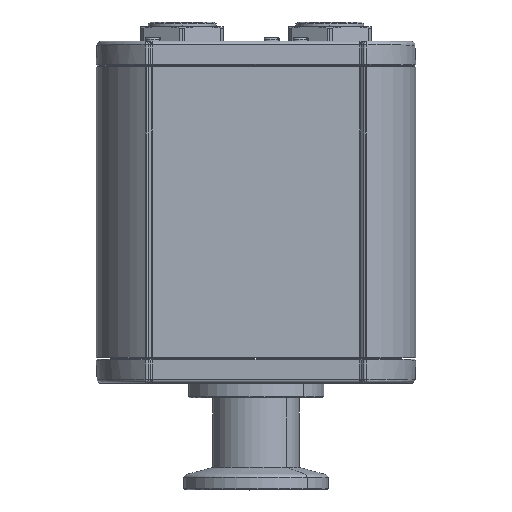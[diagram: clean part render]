
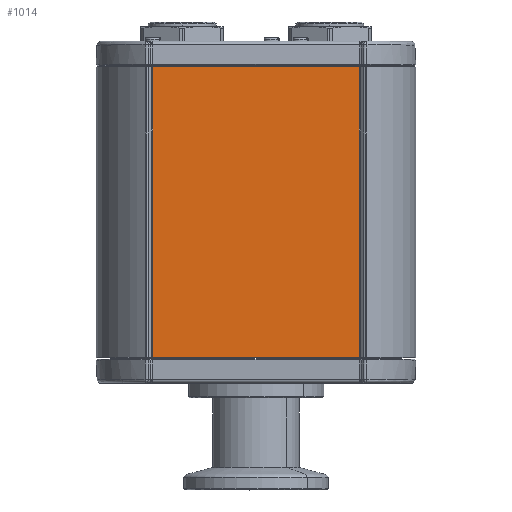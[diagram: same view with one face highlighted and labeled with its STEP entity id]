
A CAD part, top view. The second image highlights one B-rep face of the part: STEP entity #1014.
In plain terms, the highlighted planar face has unit normal (0, 0, 1).
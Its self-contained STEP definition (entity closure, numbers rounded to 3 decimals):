
#1014 = ADVANCED_FACE ( 'NONE', ( #17292 ), #3970, .T. ) ;
#1391 = ORIENTED_EDGE ( 'NONE', *, *, #8748, .T. ) ;
#1523 = DIRECTION ( 'NONE',  ( 1., 0., 0. ) ) ;
#1525 = CARTESIAN_POINT ( 'NONE',  ( -21.527, 0., 18. ) ) ;
#1567 = CARTESIAN_POINT ( 'NONE',  ( -21.32, -60., 18. ) ) ;
#1593 = DIRECTION ( 'NONE',  ( 0., -1., 0. ) ) ;
#2750 = CARTESIAN_POINT ( 'NONE',  ( -21.32, -60., 18. ) ) ;
#3236 = EDGE_LOOP ( 'NONE', ( #8002, #8720, #1391, #4689 ) ) ;
#3257 = DIRECTION ( 'NONE',  ( 1., 0., 0. ) ) ;
#3721 = EDGE_CURVE ( 'NONE', #5633, #6111, #8382, .T. ) ;
#3970 = PLANE ( 'NONE',  #18857 ) ;
#4308 = DIRECTION ( 'NONE',  ( 0., 0., 1. ) ) ;
#4689 = ORIENTED_EDGE ( 'NONE', *, *, #3721, .T. ) ;
#4916 = CARTESIAN_POINT ( 'NONE',  ( 21.32, -60., 18. ) ) ;
#4937 = CARTESIAN_POINT ( 'NONE',  ( -21.527, -60., 18. ) ) ;
#5633 = VERTEX_POINT ( 'NONE', #4916 ) ;
#6111 = VERTEX_POINT ( 'NONE', #7592 ) ;
#6414 = VERTEX_POINT ( 'NONE', #8439 ) ;
#6517 = VERTEX_POINT ( 'NONE', #2750 ) ;
#7592 = CARTESIAN_POINT ( 'NONE',  ( 21.32, 0., 18. ) ) ;
#8002 = ORIENTED_EDGE ( 'NONE', *, *, #19678, .F. ) ;
#8382 = LINE ( 'NONE', #17475, #8585 ) ;
#8439 = CARTESIAN_POINT ( 'NONE',  ( -21.32, 0., 18. ) ) ;
#8585 = VECTOR ( 'NONE', #16754, 1000. ) ;
#8720 = ORIENTED_EDGE ( 'NONE', *, *, #19687, .T. ) ;
#8748 = EDGE_CURVE ( 'NONE', #6517, #5633, #19308, .T. ) ;
#10159 = CARTESIAN_POINT ( 'NONE',  ( -21.527, -60., 18. ) ) ;
#16537 = DIRECTION ( 'NONE',  ( 1., 0., 0. ) ) ;
#16754 = DIRECTION ( 'NONE',  ( 0., 1., 0. ) ) ;
#16838 = VECTOR ( 'NONE', #1593, 1000. ) ;
#16856 = LINE ( 'NONE', #1567, #16838 ) ;
#16967 = VECTOR ( 'NONE', #1523, 1000. ) ;
#17026 = LINE ( 'NONE', #1525, #16967 ) ;
#17292 = FACE_OUTER_BOUND ( 'NONE', #3236, .T. ) ;
#17475 = CARTESIAN_POINT ( 'NONE',  ( 21.32, 0., 18. ) ) ;
#18857 = AXIS2_PLACEMENT_3D ( 'NONE', #4937, #4308, #3257 ) ;
#19269 = VECTOR ( 'NONE', #16537, 1000. ) ;
#19308 = LINE ( 'NONE', #10159, #19269 ) ;
#19678 = EDGE_CURVE ( 'NONE', #6414, #6111, #17026, .T. ) ;
#19687 = EDGE_CURVE ( 'NONE', #6414, #6517, #16856, .T. ) ;
